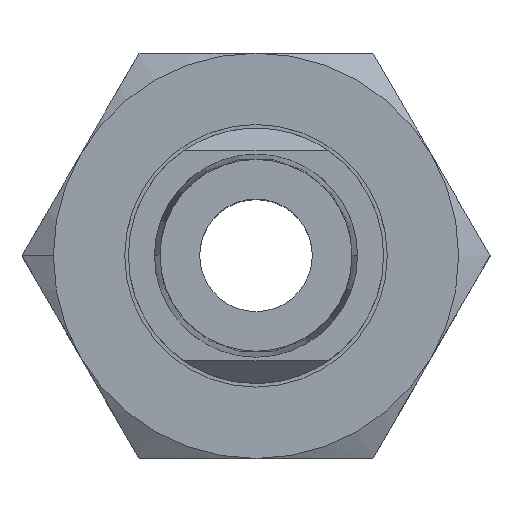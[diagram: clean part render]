
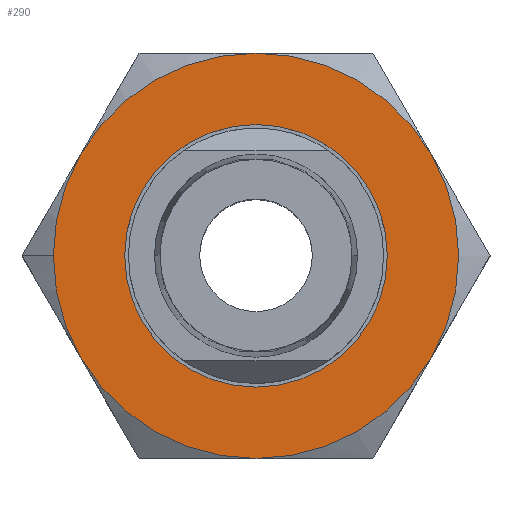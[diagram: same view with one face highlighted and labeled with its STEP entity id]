
A CAD part, top view. The second image highlights one B-rep face of the part: STEP entity #290.
In plain terms, the highlighted planar face has unit normal (0, 0, 1).
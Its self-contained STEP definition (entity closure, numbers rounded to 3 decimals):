
#225 = VERTEX_POINT ( 'NONE', #766 ) ;
#228 = EDGE_CURVE ( 'NONE', #225, #234, #764, .T. ) ;
#234 = VERTEX_POINT ( 'NONE', #740 ) ;
#283 = ORIENTED_EDGE ( 'NONE', *, *, #2385, .T. ) ;
#284 = ORIENTED_EDGE ( 'NONE', *, *, #295, .F. ) ;
#285 = ORIENTED_EDGE ( 'NONE', *, *, #2223, .T. ) ;
#287 = ORIENTED_EDGE ( 'NONE', *, *, #2414, .F. ) ;
#290 = ADVANCED_FACE ( 'NONE', ( #848, #847 ), #846, .F. ) ;
#292 = EDGE_LOOP ( 'NONE', ( #283, #285, #2164, #294, #2158, #2176, #2173 ) ) ;
#293 = EDGE_LOOP ( 'NONE', ( #284, #287 ) ) ;
#294 = ORIENTED_EDGE ( 'NONE', *, *, #228, .T. ) ;
#295 = EDGE_CURVE ( 'NONE', #2415, #2416, #844, .T. ) ;
#740 = CARTESIAN_POINT ( 'NONE',  ( -11.691, -6.75, 6.75 ) ) ;
#752 = DIRECTION ( 'NONE',  ( 1., 0., 0. ) ) ;
#753 = DIRECTION ( 'NONE',  ( 0., 0., 1. ) ) ;
#754 = CARTESIAN_POINT ( 'NONE',  ( 0., 0., 6.75 ) ) ;
#755 = AXIS2_PLACEMENT_3D ( 'NONE', #754, #753, #752 ) ;
#764 = CIRCLE ( 'NONE', #755, 13.5 ) ;
#766 = CARTESIAN_POINT ( 'NONE',  ( -13.5, 0., 6.75 ) ) ;
#837 = DIRECTION ( 'NONE',  ( 1., 0., 0. ) ) ;
#838 = DIRECTION ( 'NONE',  ( 0., 0., 1. ) ) ;
#839 = CARTESIAN_POINT ( 'NONE',  ( 0., 0., 6.75 ) ) ;
#840 = AXIS2_PLACEMENT_3D ( 'NONE', #839, #838, #837 ) ;
#841 = DIRECTION ( 'NONE',  ( -1., 0., 0. ) ) ;
#842 = DIRECTION ( 'NONE',  ( 0., 0., -1. ) ) ;
#843 = AXIS2_PLACEMENT_3D ( 'NONE', #845, #842, #841 ) ;
#844 = CIRCLE ( 'NONE', #840, 8.75 ) ;
#845 = CARTESIAN_POINT ( 'NONE',  ( 0., 13.5, 6.75 ) ) ;
#846 = PLANE ( 'NONE',  #843 ) ;
#847 = FACE_OUTER_BOUND ( 'NONE', #292, .T. ) ;
#848 = FACE_BOUND ( 'NONE', #293, .T. ) ;
#896 = DIRECTION ( 'NONE',  ( 1., 0., 0. ) ) ;
#897 = DIRECTION ( 'NONE',  ( 0., 0., 1. ) ) ;
#898 = CARTESIAN_POINT ( 'NONE',  ( 0., 0., 6.75 ) ) ;
#899 = AXIS2_PLACEMENT_3D ( 'NONE', #898, #897, #896 ) ;
#900 = CIRCLE ( 'NONE', #899, 13.5 ) ;
#908 = CARTESIAN_POINT ( 'NONE',  ( -11.691, 6.75, 6.75 ) ) ;
#909 = CARTESIAN_POINT ( 'NONE',  ( 0., -13.5, 6.75 ) ) ;
#918 = DIRECTION ( 'NONE',  ( 1., 0., 0. ) ) ;
#919 = DIRECTION ( 'NONE',  ( 0., 0., 1. ) ) ;
#920 = CARTESIAN_POINT ( 'NONE',  ( 0., 0., 6.75 ) ) ;
#921 = AXIS2_PLACEMENT_3D ( 'NONE', #920, #919, #918 ) ;
#922 = CIRCLE ( 'NONE', #921, 13.5 ) ;
#928 = DIRECTION ( 'NONE',  ( 1., 0., 0. ) ) ;
#929 = DIRECTION ( 'NONE',  ( 0., 0., 1. ) ) ;
#930 = CARTESIAN_POINT ( 'NONE',  ( 0., 0., 6.75 ) ) ;
#931 = AXIS2_PLACEMENT_3D ( 'NONE', #930, #929, #928 ) ;
#932 = CIRCLE ( 'NONE', #931, 13.5 ) ;
#994 = DIRECTION ( 'NONE',  ( 1., 0., 0. ) ) ;
#995 = DIRECTION ( 'NONE',  ( 0., 0., 1. ) ) ;
#996 = CARTESIAN_POINT ( 'NONE',  ( 0., 0., 6.75 ) ) ;
#997 = AXIS2_PLACEMENT_3D ( 'NONE', #996, #995, #994 ) ;
#998 = CIRCLE ( 'NONE', #997, 13.5 ) ;
#1260 = CARTESIAN_POINT ( 'NONE',  ( 0., 13.5, 6.75 ) ) ;
#1299 = DIRECTION ( 'NONE',  ( 1., 0., 0. ) ) ;
#1300 = DIRECTION ( 'NONE',  ( 0., 0., 1. ) ) ;
#1301 = CARTESIAN_POINT ( 'NONE',  ( 0., 0., 6.75 ) ) ;
#1302 = AXIS2_PLACEMENT_3D ( 'NONE', #1301, #1300, #1299 ) ;
#1303 = CIRCLE ( 'NONE', #1302, 13.5 ) ;
#1341 = CARTESIAN_POINT ( 'NONE',  ( 11.691, 6.75, 6.75 ) ) ;
#1350 = CARTESIAN_POINT ( 'NONE',  ( -8.75, 0., 6.75 ) ) ;
#1351 = CARTESIAN_POINT ( 'NONE',  ( 8.75, 0., 6.75 ) ) ;
#1352 = DIRECTION ( 'NONE',  ( 1., 0., 0. ) ) ;
#1353 = DIRECTION ( 'NONE',  ( 0., 0., 1. ) ) ;
#1354 = CARTESIAN_POINT ( 'NONE',  ( 0., 0., 6.75 ) ) ;
#1355 = AXIS2_PLACEMENT_3D ( 'NONE', #1354, #1353, #1352 ) ;
#1356 = CIRCLE ( 'NONE', #1355, 8.75 ) ;
#1357 = DIRECTION ( 'NONE',  ( 1., 0., 0. ) ) ;
#1358 = DIRECTION ( 'NONE',  ( 0., 0., 1. ) ) ;
#1359 = CARTESIAN_POINT ( 'NONE',  ( 0., 0., 6.75 ) ) ;
#1360 = AXIS2_PLACEMENT_3D ( 'NONE', #1359, #1358, #1357 ) ;
#1361 = CIRCLE ( 'NONE', #1360, 13.5 ) ;
#1363 = CARTESIAN_POINT ( 'NONE',  ( 11.691, -6.75, 6.75 ) ) ;
#2158 = ORIENTED_EDGE ( 'NONE', *, *, #2193, .T. ) ;
#2164 = ORIENTED_EDGE ( 'NONE', *, *, #2204, .T. ) ;
#2173 = ORIENTED_EDGE ( 'NONE', *, *, #2408, .T. ) ;
#2176 = ORIENTED_EDGE ( 'NONE', *, *, #2213, .T. ) ;
#2193 = EDGE_CURVE ( 'NONE', #234, #2198, #922, .T. ) ;
#2198 = VERTEX_POINT ( 'NONE', #909 ) ;
#2202 = VERTEX_POINT ( 'NONE', #908 ) ;
#2204 = EDGE_CURVE ( 'NONE', #2202, #225, #900, .T. ) ;
#2213 = EDGE_CURVE ( 'NONE', #2198, #2406, #932, .T. ) ;
#2223 = EDGE_CURVE ( 'NONE', #2373, #2202, #998, .T. ) ;
#2373 = VERTEX_POINT ( 'NONE', #1260 ) ;
#2385 = EDGE_CURVE ( 'NONE', #2431, #2373, #1303, .T. ) ;
#2406 = VERTEX_POINT ( 'NONE', #1363 ) ;
#2408 = EDGE_CURVE ( 'NONE', #2406, #2431, #1361, .T. ) ;
#2414 = EDGE_CURVE ( 'NONE', #2416, #2415, #1356, .T. ) ;
#2415 = VERTEX_POINT ( 'NONE', #1351 ) ;
#2416 = VERTEX_POINT ( 'NONE', #1350 ) ;
#2431 = VERTEX_POINT ( 'NONE', #1341 ) ;
